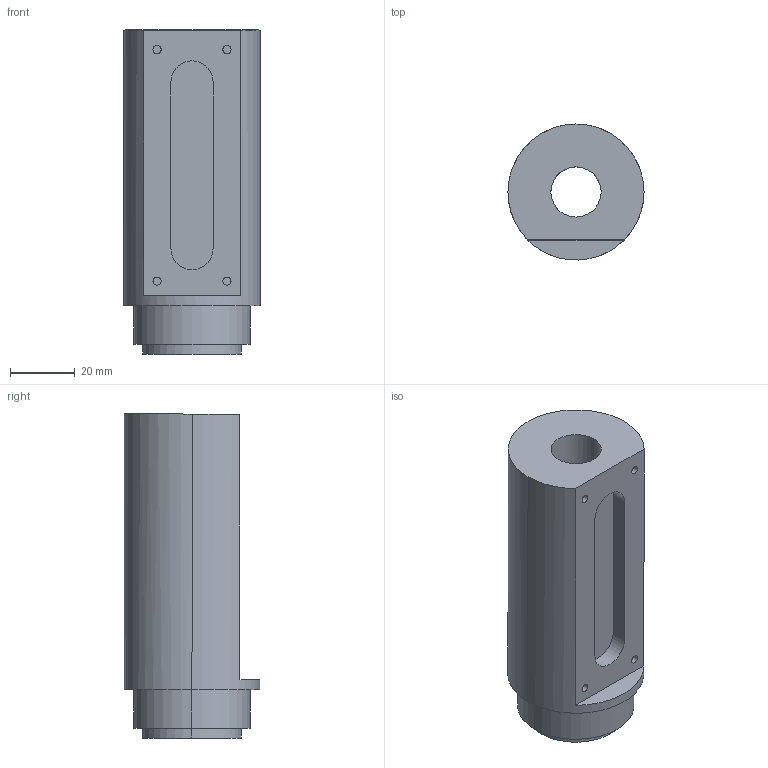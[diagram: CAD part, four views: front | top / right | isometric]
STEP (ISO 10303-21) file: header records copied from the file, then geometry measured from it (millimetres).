
FILE_DESCRIPTION(('STEP AP214'),'1');
FILE_NAME('ADAPTATEUR-M36x2.stp','2022-11-14T09:32:15',(''),(''),'Spatial InterOp 3D',' ',' ');
FILE_SCHEMA(('automotive_design'));
Length unit declared in the file: inch
Products named in the file (1): PiÃ¨ce_19047641
Bounding box: 42 x 41.94 x 100.09 mm (x, y, z)
Volume: 98621.5 mm3; surface area: 20888.4 mm2
Topology: 1 solids, 1 shells, 31 faces, 71 edges, 49 vertices
Faces by surface type: cylinder 18, plane 13
Entity records: 1207 total; most frequent: DIRECTION 180, CARTESIAN_POINT 152, ORIENTED_EDGE 142, AXIS2_PLACEMENT_3D 77, EDGE_CURVE 71, VERTEX_POINT 49, EDGE_LOOP 40, STYLED_ITEM 36
